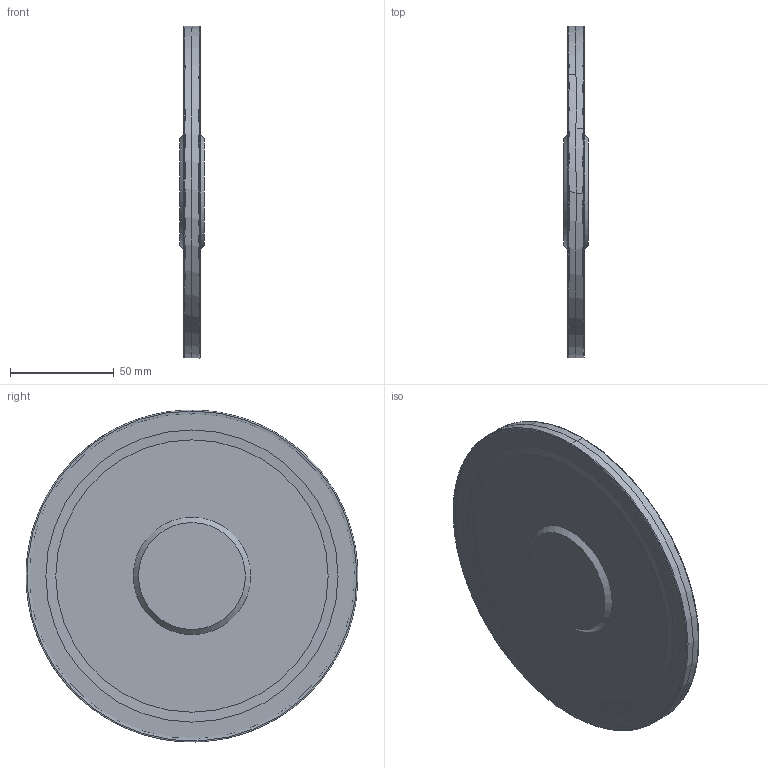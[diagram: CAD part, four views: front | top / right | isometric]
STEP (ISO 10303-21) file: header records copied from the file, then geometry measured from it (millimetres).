
FILE_DESCRIPTION(/* description */ (''),/* implementation_level */ '2;1');
FILE_NAME(/* name */ 'ASDM-CC06-D160x8-d40-Z16.stp',/* time_stamp */ '2023-10-05T12:59:05+03:00',/* author */ (''),/* organization */ (''),/* preprocessor_version */ 'ST-DEVELOPER v19.4',/* originating_system */ 'SIEMENS PLM Software NX2306.5001',/* authorisation */ '');
FILE_SCHEMA (('AUTOMOTIVE_DESIGN { 1 0 10303 214 3 1 1 1 }'));
Length unit declared in the file: millimetre
Products named in the file (1): ASDM-CC06-D160x8-d40-Z16-LIGHT_x_t_objects
Bounding box: 12 x 159.96 x 159.98 mm (x, y, z)
Volume: 174474.2 mm3; surface area: 56424 mm2
Topology: 2 solids, 2 shells, 37 faces, 75 edges, 44 vertices
Faces by surface type: bspline 24, plane 6, cone 4, torus 2, cylinder 1
Full cylindrical faces by diameter (mm): 158.8 x1
Entity records: 1216 total; most frequent: CARTESIAN_POINT 478, DIRECTION 148, ORIENTED_EDGE 136, EDGE_CURVE 68, AXIS2_PLACEMENT_3D 66, CIRCLE 52, EDGE_LOOP 48, VERTEX_POINT 44
